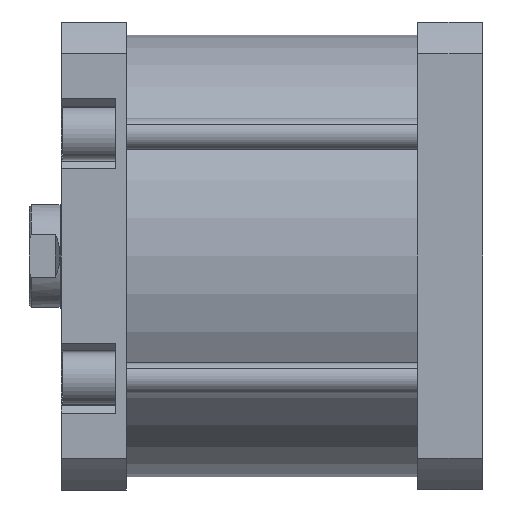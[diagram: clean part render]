
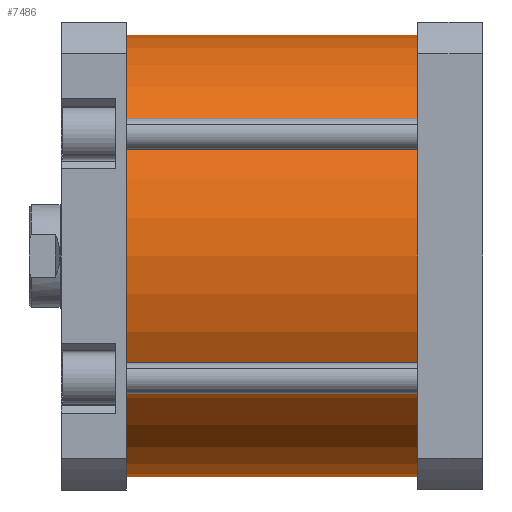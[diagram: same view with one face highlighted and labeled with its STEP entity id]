
A CAD part, front view. The second image highlights one B-rep face of the part: STEP entity #7486.
In plain terms, the highlighted cylindrical face has radius 85 mm (diameter 170 mm), a partial arc.
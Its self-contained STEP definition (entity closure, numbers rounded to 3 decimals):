
#154 = DIRECTION ( 'NONE',  ( 0., 0., -1. ) ) ;
#160 = DIRECTION ( 'NONE',  ( 0., 0., -1. ) ) ;
#442 = CIRCLE ( 'NONE', #6515, 85. ) ;
#446 = CIRCLE ( 'NONE', #6511, 85. ) ;
#453 = LINE ( 'NONE', #5200, #465 ) ;
#455 = LINE ( 'NONE', #5206, #477 ) ;
#465 = VECTOR ( 'NONE', #160, 1000. ) ;
#477 = VECTOR ( 'NONE', #154, 1000. ) ;
#706 = CARTESIAN_POINT ( 'NONE',  ( 0., 0., 112. ) ) ;
#707 = CARTESIAN_POINT ( 'NONE',  ( 0., 0., 0. ) ) ;
#708 = DIRECTION ( 'NONE',  ( 0., 0., 1. ) ) ;
#709 = DIRECTION ( 'NONE',  ( 1., 0., 0. ) ) ;
#714 = DIRECTION ( 'NONE',  ( 0., 0., 1. ) ) ;
#715 = DIRECTION ( 'NONE',  ( 1., 0., 0. ) ) ;
#1671 = DIRECTION ( 'NONE',  ( 0., 0., -1. ) ) ;
#1674 = DIRECTION ( 'NONE',  ( -1., 0., 0. ) ) ;
#1694 = CARTESIAN_POINT ( 'NONE',  ( 0., 0., 112. ) ) ;
#2136 = FACE_OUTER_BOUND ( 'NONE', #5933, .T. ) ;
#2141 = CYLINDRICAL_SURFACE ( 'NONE', #6716, 85. ) ;
#4265 = VERTEX_POINT ( 'NONE', #4648 ) ;
#4266 = VERTEX_POINT ( 'NONE', #4649 ) ;
#4267 = VERTEX_POINT ( 'NONE', #4650 ) ;
#4268 = VERTEX_POINT ( 'NONE', #4651 ) ;
#4648 = CARTESIAN_POINT ( 'NONE',  ( 85., 0., 112. ) ) ;
#4649 = CARTESIAN_POINT ( 'NONE',  ( -85., 0., 112. ) ) ;
#4650 = CARTESIAN_POINT ( 'NONE',  ( 85., 0., 0. ) ) ;
#4651 = CARTESIAN_POINT ( 'NONE',  ( -85., 0., 0. ) ) ;
#5200 = CARTESIAN_POINT ( 'NONE',  ( -85., 0., 112. ) ) ;
#5206 = CARTESIAN_POINT ( 'NONE',  ( 85., 0., 112. ) ) ;
#5443 = ORIENTED_EDGE ( 'NONE', *, *, #6220, .T. ) ;
#5444 = ORIENTED_EDGE ( 'NONE', *, *, #6215, .T. ) ;
#5445 = ORIENTED_EDGE ( 'NONE', *, *, #6218, .F. ) ;
#5446 = ORIENTED_EDGE ( 'NONE', *, *, #6213, .F. ) ;
#5933 = EDGE_LOOP ( 'NONE', ( #5446, #5445, #5444, #5443 ) ) ;
#6213 = EDGE_CURVE ( 'NONE', #4265, #4267, #455, .T. ) ;
#6215 = EDGE_CURVE ( 'NONE', #4266, #4268, #453, .T. ) ;
#6218 = EDGE_CURVE ( 'NONE', #4266, #4265, #446, .T. ) ;
#6220 = EDGE_CURVE ( 'NONE', #4268, #4267, #442, .T. ) ;
#6511 = AXIS2_PLACEMENT_3D ( 'NONE', #706, #708, #709 ) ;
#6515 = AXIS2_PLACEMENT_3D ( 'NONE', #707, #714, #715 ) ;
#6716 = AXIS2_PLACEMENT_3D ( 'NONE', #1694, #1671, #1674 ) ;
#7486 = ADVANCED_FACE ( 'NONE', ( #2136 ), #2141, .T. ) ;
